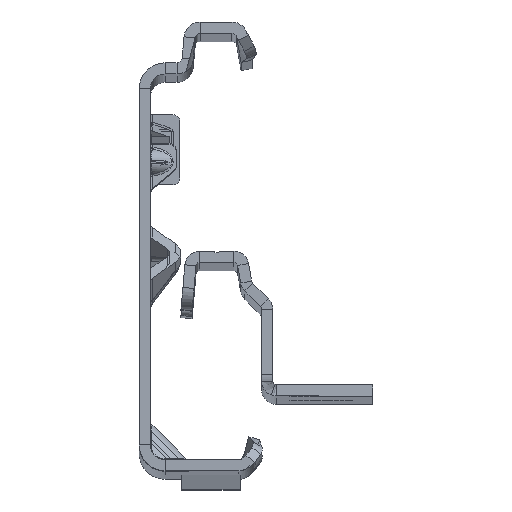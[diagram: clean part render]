
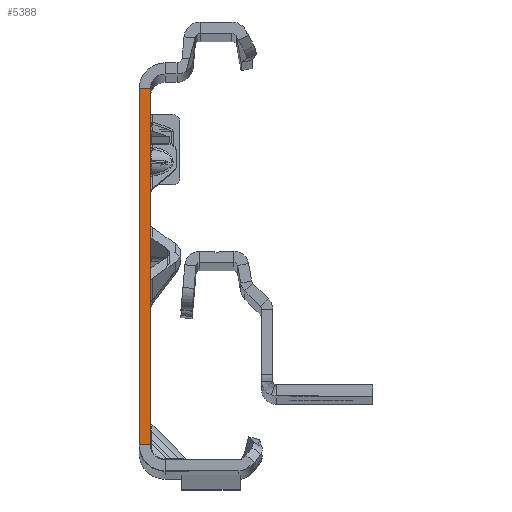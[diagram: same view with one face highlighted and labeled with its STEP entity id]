
A CAD part, top view. The second image highlights one B-rep face of the part: STEP entity #5388.
In plain terms, the highlighted planar face has unit normal (0, 0, 1).
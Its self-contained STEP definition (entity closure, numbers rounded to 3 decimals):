
#1048 = VECTOR ( 'NONE', #24883, 1000. ) ;
#1379 = CARTESIAN_POINT ( 'NONE',  ( 0., -25.865, 0. ) ) ;
#3658 = VERTEX_POINT ( 'NONE', #46139 ) ;
#5388 = ADVANCED_FACE ( 'NONE', ( #13887 ), #36396, .T. ) ;
#5537 = ORIENTED_EDGE ( 'NONE', *, *, #43082, .F. ) ;
#5825 = VECTOR ( 'NONE', #44413, 1000. ) ;
#7351 = EDGE_CURVE ( 'NONE', #9096, #12804, #42952, .T. ) ;
#8145 = ORIENTED_EDGE ( 'NONE', *, *, #10559, .F. ) ;
#9096 = VERTEX_POINT ( 'NONE', #23152 ) ;
#9775 = DIRECTION ( 'NONE',  ( -1., 0., 0. ) ) ;
#10005 = CARTESIAN_POINT ( 'NONE',  ( -1.5, -27.865, 0. ) ) ;
#10559 = EDGE_CURVE ( 'NONE', #3658, #41826, #45090, .T. ) ;
#12163 = VECTOR ( 'NONE', #29872, 1000. ) ;
#12804 = VERTEX_POINT ( 'NONE', #45076 ) ;
#13887 = FACE_OUTER_BOUND ( 'NONE', #15654, .T. ) ;
#14610 = DIRECTION ( 'NONE',  ( 1., 0., 0. ) ) ;
#15281 = ORIENTED_EDGE ( 'NONE', *, *, #7351, .T. ) ;
#15654 = EDGE_LOOP ( 'NONE', ( #5537, #15281, #16255, #8145 ) ) ;
#16255 = ORIENTED_EDGE ( 'NONE', *, *, #33109, .T. ) ;
#17122 = CARTESIAN_POINT ( 'NONE',  ( -1.5, -27.865, 0. ) ) ;
#18091 = CARTESIAN_POINT ( 'NONE',  ( -1.5, -25.865, 0. ) ) ;
#18230 = DIRECTION ( 'NONE',  ( 0., 0., 1. ) ) ;
#23152 = CARTESIAN_POINT ( 'NONE',  ( 0., 22.135, 0. ) ) ;
#24883 = DIRECTION ( 'NONE',  ( 0., -1., 0. ) ) ;
#28725 = CARTESIAN_POINT ( 'NONE',  ( 0., 22.135, 0. ) ) ;
#29872 = DIRECTION ( 'NONE',  ( -1., 0., 0. ) ) ;
#33109 = EDGE_CURVE ( 'NONE', #12804, #41826, #39131, .T. ) ;
#34893 = AXIS2_PLACEMENT_3D ( 'NONE', #10005, #18230, #14610 ) ;
#36396 = PLANE ( 'NONE',  #34893 ) ;
#39131 = LINE ( 'NONE', #17122, #1048 ) ;
#41279 = VECTOR ( 'NONE', #9775, 1000. ) ;
#41826 = VERTEX_POINT ( 'NONE', #18091 ) ;
#42952 = LINE ( 'NONE', #28725, #41279 ) ;
#43082 = EDGE_CURVE ( 'NONE', #9096, #3658, #47597, .T. ) ;
#44413 = DIRECTION ( 'NONE',  ( 0., -1., 0. ) ) ;
#45076 = CARTESIAN_POINT ( 'NONE',  ( -1.5, 22.135, 0. ) ) ;
#45090 = LINE ( 'NONE', #1379, #12163 ) ;
#46139 = CARTESIAN_POINT ( 'NONE',  ( 0., -25.865, 0. ) ) ;
#47597 = LINE ( 'NONE', #48062, #5825 ) ;
#48062 = CARTESIAN_POINT ( 'NONE',  ( 0., -27.865, 0. ) ) ;
